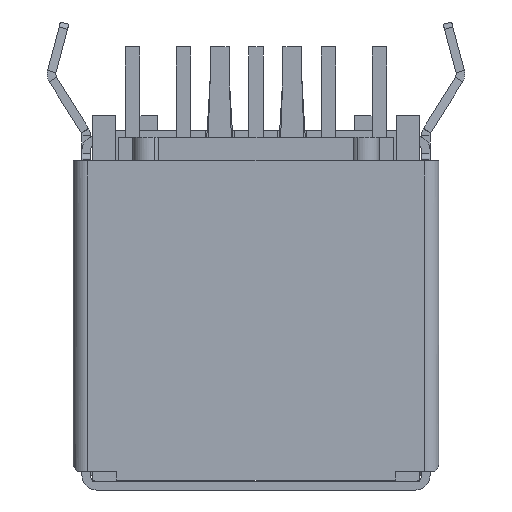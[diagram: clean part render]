
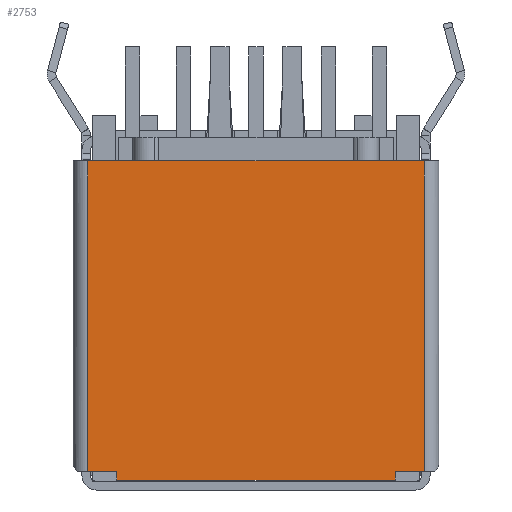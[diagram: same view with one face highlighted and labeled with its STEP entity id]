
A CAD part, left-side view. The second image highlights one B-rep face of the part: STEP entity #2753.
In plain terms, the highlighted face is planar.
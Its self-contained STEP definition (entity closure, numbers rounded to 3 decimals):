
#2753 = ADVANCED_FACE( '', ( #5473 ), #5474, .T. );
#5473 = FACE_OUTER_BOUND( '', #8323, .T. );
#5474 = PLANE( '', #8324 );
#8323 = EDGE_LOOP( '', ( #16369, #16370, #16371, #16372, #16373, #16374, #16375, #16376 ) );
#8324 = AXIS2_PLACEMENT_3D( '', #16377, #16378, #16379 );
#16369 = ORIENTED_EDGE( '', *, *, #19634, .F. );
#16370 = ORIENTED_EDGE( '', *, *, #20082, .T. );
#16371 = ORIENTED_EDGE( '', *, *, #19485, .T. );
#16372 = ORIENTED_EDGE( '', *, *, #18859, .T. );
#16373 = ORIENTED_EDGE( '', *, *, #17496, .F. );
#16374 = ORIENTED_EDGE( '', *, *, #19183, .F. );
#16375 = ORIENTED_EDGE( '', *, *, #18206, .F. );
#16376 = ORIENTED_EDGE( '', *, *, #17717, .F. );
#16377 = CARTESIAN_POINT( '', ( -6.3, 8.05, 5.25 ) );
#16378 = DIRECTION( '', ( 0., 1., 0. ) );
#16379 = DIRECTION( '', ( 0., 0., 1. ) );
#17496 = EDGE_CURVE( '', #21209, #21212, #21213, .T. );
#17717 = EDGE_CURVE( '', #21602, #21604, #21605, .T. );
#18206 = EDGE_CURVE( '', #21604, #22440, #22441, .T. );
#18859 = EDGE_CURVE( '', #23471, #21212, #23472, .T. );
#19183 = EDGE_CURVE( '', #22440, #21209, #23944, .T. );
#19485 = EDGE_CURVE( '', #24357, #23471, #24358, .T. );
#19634 = EDGE_CURVE( '', #24543, #21602, #24545, .T. );
#20082 = EDGE_CURVE( '', #24543, #24357, #25102, .T. );
#21209 = VERTEX_POINT( '', #26533 );
#21212 = VERTEX_POINT( '', #26537 );
#21213 = LINE( '', #26538, #26539 );
#21602 = VERTEX_POINT( '', #27125 );
#21604 = VERTEX_POINT( '', #27128 );
#21605 = LINE( '', #27129, #27130 );
#22440 = VERTEX_POINT( '', #28329 );
#22441 = LINE( '', #28330, #28331 );
#23471 = VERTEX_POINT( '', #29836 );
#23472 = LINE( '', #29837, #29838 );
#23944 = LINE( '', #30525, #30526 );
#24357 = VERTEX_POINT( '', #31150 );
#24358 = LINE( '', #31151, #31152 );
#24543 = VERTEX_POINT( '', #31454 );
#24545 = LINE( '', #31456, #31457 );
#25102 = LINE( '', #32291, #32292 );
#26533 = CARTESIAN_POINT( '', ( 4.8, 8.05, -5.45 ) );
#26537 = CARTESIAN_POINT( '', ( 5.8, 8.05, -5.45 ) );
#26538 = CARTESIAN_POINT( '', ( -6.3, 8.05, -5.45 ) );
#26539 = VECTOR( '', #33351, 1000. );
#27125 = CARTESIAN_POINT( '', ( -4.8, 8.05, -5.45 ) );
#27128 = CARTESIAN_POINT( '', ( -4.8, 8.05, -5.75 ) );
#27129 = CARTESIAN_POINT( '', ( -4.8, 8.05, -5.45 ) );
#27130 = VECTOR( '', #33577, 1000. );
#28329 = CARTESIAN_POINT( '', ( 4.8, 8.05, -5.75 ) );
#28330 = CARTESIAN_POINT( '', ( -4.8, 8.05, -5.75 ) );
#28331 = VECTOR( '', #34115, 1000. );
#29836 = CARTESIAN_POINT( '', ( 5.8, 8.05, 5.25 ) );
#29837 = CARTESIAN_POINT( '', ( 5.8, 8.05, 5.25 ) );
#29838 = VECTOR( '', #34756, 1000. );
#30525 = CARTESIAN_POINT( '', ( 4.8, 8.05, -5.75 ) );
#30526 = VECTOR( '', #35077, 1000. );
#31150 = CARTESIAN_POINT( '', ( -5.8, 8.05, 5.25 ) );
#31151 = CARTESIAN_POINT( '', ( -6.3, 8.05, 5.25 ) );
#31152 = VECTOR( '', #35366, 1000. );
#31454 = CARTESIAN_POINT( '', ( -5.8, 8.05, -5.45 ) );
#31456 = CARTESIAN_POINT( '', ( -6.3, 8.05, -5.45 ) );
#31457 = VECTOR( '', #35490, 1000. );
#32291 = CARTESIAN_POINT( '', ( -5.8, 8.05, -5.45 ) );
#32292 = VECTOR( '', #35846, 1000. );
#33351 = DIRECTION( '', ( 1., 0., 0. ) );
#33577 = DIRECTION( '', ( 0., 0., -1. ) );
#34115 = DIRECTION( '', ( 1., 0., 0. ) );
#34756 = DIRECTION( '', ( 0., 0., -1. ) );
#35077 = DIRECTION( '', ( 0., 0., 1. ) );
#35366 = DIRECTION( '', ( 1., 0., 0. ) );
#35490 = DIRECTION( '', ( 1., 0., 0. ) );
#35846 = DIRECTION( '', ( 0., 0., 1. ) );
